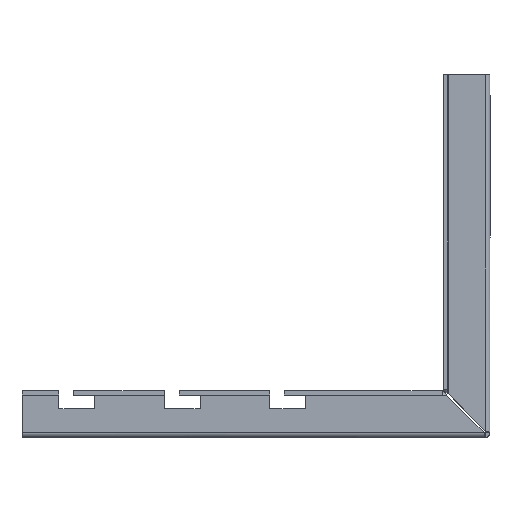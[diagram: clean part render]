
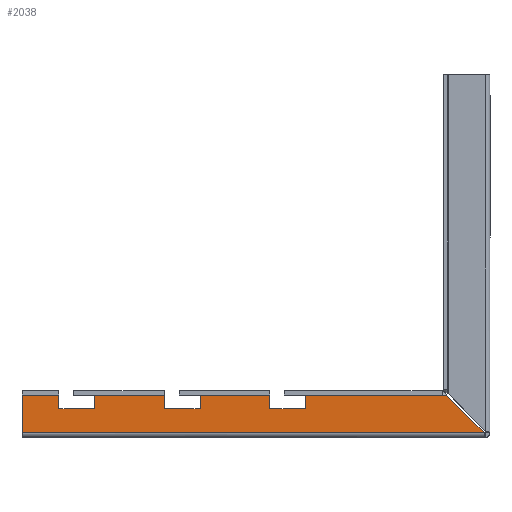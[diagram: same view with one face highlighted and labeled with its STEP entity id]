
A CAD part, top view. The second image highlights one B-rep face of the part: STEP entity #2038.
In plain terms, the highlighted planar face has unit normal (0, 0, 1).
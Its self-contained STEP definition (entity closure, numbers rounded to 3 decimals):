
#22 = LINE ( 'NONE', #5227, #629 ) ;
#25 = VERTEX_POINT ( 'NONE', #1354 ) ;
#93 = CARTESIAN_POINT ( 'NONE',  ( -204.5, 13.528, 21.5 ) ) ;
#97 = CARTESIAN_POINT ( 'NONE',  ( -154.5, 0., 21.5 ) ) ;
#126 = CARTESIAN_POINT ( 'NONE',  ( -187.5, 13.528, 21.5 ) ) ;
#190 = CARTESIAN_POINT ( 'NONE',  ( 0., 13.528, 21.5 ) ) ;
#221 = DIRECTION ( 'NONE',  ( -1., 0., 0. ) ) ;
#398 = CARTESIAN_POINT ( 'NONE',  ( -222., 19.9, 21.5 ) ) ;
#535 = VECTOR ( 'NONE', #3080, 1000. ) ;
#549 = EDGE_CURVE ( 'NONE', #554, #25, #5759, .T. ) ;
#554 = VERTEX_POINT ( 'NONE', #1348 ) ;
#568 = ORIENTED_EDGE ( 'NONE', *, *, #1479, .F. ) ;
#629 = VECTOR ( 'NONE', #1748, 1000. ) ;
#630 = DIRECTION ( 'NONE',  ( 0., -1., 0. ) ) ;
#761 = VERTEX_POINT ( 'NONE', #3887 ) ;
#834 = EDGE_CURVE ( 'NONE', #554, #4351, #2777, .T. ) ;
#846 = DIRECTION ( 'NONE',  ( 0., 0., -1. ) ) ;
#894 = VERTEX_POINT ( 'NONE', #2800 ) ;
#905 = ORIENTED_EDGE ( 'NONE', *, *, #1079, .T. ) ;
#922 = VECTOR ( 'NONE', #2993, 1000. ) ;
#932 = CARTESIAN_POINT ( 'NONE',  ( 0., 0., 21.5 ) ) ;
#961 = DIRECTION ( 'NONE',  ( 0., 1., 0. ) ) ;
#980 = VECTOR ( 'NONE', #3549, 1000. ) ;
#1006 = VECTOR ( 'NONE', #2314, 1000. ) ;
#1052 = CARTESIAN_POINT ( 'NONE',  ( -187.5, 19.9, 21.5 ) ) ;
#1065 = EDGE_LOOP ( 'NONE', ( #4193, #5007, #4646, #905, #3555, #3187, #4562, #2397, #4149, #5724, #2251, #4726, #1228, #2983, #568, #3064 ) ) ;
#1066 = DIRECTION ( 'NONE',  ( -1., 0., 0. ) ) ;
#1079 = EDGE_CURVE ( 'NONE', #2491, #5405, #4681, .T. ) ;
#1122 = DIRECTION ( 'NONE',  ( 0.707, -0.707, 0. ) ) ;
#1228 = ORIENTED_EDGE ( 'NONE', *, *, #1834, .T. ) ;
#1273 = LINE ( 'NONE', #3070, #4244 ) ;
#1297 = LINE ( 'NONE', #3842, #4516 ) ;
#1316 = LINE ( 'NONE', #398, #535 ) ;
#1348 = CARTESIAN_POINT ( 'NONE',  ( -87.5, 19.9, 21.5 ) ) ;
#1354 = CARTESIAN_POINT ( 'NONE',  ( -87.5, 13.528, 21.5 ) ) ;
#1404 = CARTESIAN_POINT ( 'NONE',  ( -204.5, 0., 21.5 ) ) ;
#1479 = EDGE_CURVE ( 'NONE', #3689, #4865, #3459, .T. ) ;
#1507 = CARTESIAN_POINT ( 'NONE',  ( 0., 13.528, 21.5 ) ) ;
#1575 = EDGE_CURVE ( 'NONE', #761, #5188, #1297, .T. ) ;
#1645 = VERTEX_POINT ( 'NONE', #3525 ) ;
#1702 = EDGE_CURVE ( 'NONE', #2220, #5586, #2319, .T. ) ;
#1748 = DIRECTION ( 'NONE',  ( 1., 0., 0. ) ) ;
#1761 = DIRECTION ( 'NONE',  ( -1., 0., 0. ) ) ;
#1767 = DIRECTION ( 'NONE',  ( -1., 0., 0. ) ) ;
#1770 = CARTESIAN_POINT ( 'NONE',  ( -87.5, 0., 21.5 ) ) ;
#1817 = EDGE_CURVE ( 'NONE', #3362, #1645, #4096, .T. ) ;
#1834 = EDGE_CURVE ( 'NONE', #25, #2809, #4202, .T. ) ;
#2038 = ADVANCED_FACE ( 'NONE', ( #4033 ), #3106, .F. ) ;
#2143 = CARTESIAN_POINT ( 'NONE',  ( -104.5, 0., 21.5 ) ) ;
#2154 = EDGE_CURVE ( 'NONE', #3689, #761, #1273, .T. ) ;
#2220 = VERTEX_POINT ( 'NONE', #93 ) ;
#2251 = ORIENTED_EDGE ( 'NONE', *, *, #834, .F. ) ;
#2314 = DIRECTION ( 'NONE',  ( 0., 1., 0. ) ) ;
#2319 = LINE ( 'NONE', #1404, #2474 ) ;
#2397 = ORIENTED_EDGE ( 'NONE', *, *, #1817, .T. ) ;
#2474 = VECTOR ( 'NONE', #961, 1000. ) ;
#2491 = VERTEX_POINT ( 'NONE', #1052 ) ;
#2508 = CARTESIAN_POINT ( 'NONE',  ( -154.5, 19.9, 21.5 ) ) ;
#2585 = DIRECTION ( 'NONE',  ( 0., 1., 0. ) ) ;
#2677 = CARTESIAN_POINT ( 'NONE',  ( -104.5, 13.528, 21.5 ) ) ;
#2724 = CARTESIAN_POINT ( 'NONE',  ( -20.607, 19.9, 21.5 ) ) ;
#2777 = LINE ( 'NONE', #4544, #5621 ) ;
#2778 = LINE ( 'NONE', #97, #1006 ) ;
#2800 = CARTESIAN_POINT ( 'NONE',  ( -2.807, 2.1, 21.5 ) ) ;
#2809 = VERTEX_POINT ( 'NONE', #2677 ) ;
#2938 = CARTESIAN_POINT ( 'NONE',  ( -104.5, 19.9, 21.5 ) ) ;
#2953 = CARTESIAN_POINT ( 'NONE',  ( -204.5, 19.9, 21.5 ) ) ;
#2983 = ORIENTED_EDGE ( 'NONE', *, *, #4341, .T. ) ;
#2993 = DIRECTION ( 'NONE',  ( 1., 0., 0. ) ) ;
#3057 = DIRECTION ( 'NONE',  ( -1., 0., 0. ) ) ;
#3064 = ORIENTED_EDGE ( 'NONE', *, *, #2154, .T. ) ;
#3070 = CARTESIAN_POINT ( 'NONE',  ( -137.5, 0., 21.5 ) ) ;
#3080 = DIRECTION ( 'NONE',  ( 1., 0., 0. ) ) ;
#3106 = PLANE ( 'NONE',  #4983 ) ;
#3187 = ORIENTED_EDGE ( 'NONE', *, *, #1702, .T. ) ;
#3250 = EDGE_CURVE ( 'NONE', #5188, #3384, #2778, .T. ) ;
#3268 = CARTESIAN_POINT ( 'NONE',  ( -187.5, 0., 21.5 ) ) ;
#3279 = DIRECTION ( 'NONE',  ( 0., -1., 0. ) ) ;
#3323 = VECTOR ( 'NONE', #630, 1000. ) ;
#3362 = VERTEX_POINT ( 'NONE', #3440 ) ;
#3384 = VERTEX_POINT ( 'NONE', #2508 ) ;
#3403 = CARTESIAN_POINT ( 'NONE',  ( -222., 19.9, 21.5 ) ) ;
#3433 = EDGE_CURVE ( 'NONE', #4351, #894, #5567, .T. ) ;
#3440 = CARTESIAN_POINT ( 'NONE',  ( -222., 19.9, 21.5 ) ) ;
#3459 = LINE ( 'NONE', #3403, #922 ) ;
#3485 = LINE ( 'NONE', #2143, #4017 ) ;
#3511 = CARTESIAN_POINT ( 'NONE',  ( -222., 2.1, 21.5 ) ) ;
#3525 = CARTESIAN_POINT ( 'NONE',  ( -222., 2.1, 21.5 ) ) ;
#3549 = DIRECTION ( 'NONE',  ( 0., -1., 0. ) ) ;
#3555 = ORIENTED_EDGE ( 'NONE', *, *, #5432, .T. ) ;
#3660 = CARTESIAN_POINT ( 'NONE',  ( -222., 0., 21.5 ) ) ;
#3689 = VERTEX_POINT ( 'NONE', #4104 ) ;
#3842 = CARTESIAN_POINT ( 'NONE',  ( 0., 13.528, 21.5 ) ) ;
#3850 = CARTESIAN_POINT ( 'NONE',  ( -158.444, 157.737, 21.5 ) ) ;
#3887 = CARTESIAN_POINT ( 'NONE',  ( -137.5, 13.528, 21.5 ) ) ;
#3997 = EDGE_CURVE ( 'NONE', #2491, #3384, #22, .T. ) ;
#4017 = VECTOR ( 'NONE', #2585, 1000. ) ;
#4033 = FACE_OUTER_BOUND ( 'NONE', #1065, .T. ) ;
#4096 = LINE ( 'NONE', #3660, #4883 ) ;
#4104 = CARTESIAN_POINT ( 'NONE',  ( -137.5, 19.9, 21.5 ) ) ;
#4149 = ORIENTED_EDGE ( 'NONE', *, *, #5619, .F. ) ;
#4193 = ORIENTED_EDGE ( 'NONE', *, *, #1575, .T. ) ;
#4202 = LINE ( 'NONE', #190, #4239 ) ;
#4239 = VECTOR ( 'NONE', #221, 1000. ) ;
#4244 = VECTOR ( 'NONE', #4743, 1000. ) ;
#4341 = EDGE_CURVE ( 'NONE', #2809, #4865, #3485, .T. ) ;
#4344 = EDGE_CURVE ( 'NONE', #3362, #5586, #1316, .T. ) ;
#4351 = VERTEX_POINT ( 'NONE', #2724 ) ;
#4514 = DIRECTION ( 'NONE',  ( 1., 0., 0. ) ) ;
#4516 = VECTOR ( 'NONE', #3057, 1000. ) ;
#4544 = CARTESIAN_POINT ( 'NONE',  ( -222., 19.9, 21.5 ) ) ;
#4562 = ORIENTED_EDGE ( 'NONE', *, *, #4344, .F. ) ;
#4646 = ORIENTED_EDGE ( 'NONE', *, *, #3997, .F. ) ;
#4681 = LINE ( 'NONE', #3268, #3323 ) ;
#4726 = ORIENTED_EDGE ( 'NONE', *, *, #549, .T. ) ;
#4743 = DIRECTION ( 'NONE',  ( 0., -1., 0. ) ) ;
#4865 = VERTEX_POINT ( 'NONE', #2938 ) ;
#4882 = VECTOR ( 'NONE', #1122, 1000. ) ;
#4883 = VECTOR ( 'NONE', #3279, 1000. ) ;
#4937 = CARTESIAN_POINT ( 'NONE',  ( -154.5, 13.528, 21.5 ) ) ;
#4983 = AXIS2_PLACEMENT_3D ( 'NONE', #932, #846, #1767 ) ;
#5007 = ORIENTED_EDGE ( 'NONE', *, *, #3250, .T. ) ;
#5188 = VERTEX_POINT ( 'NONE', #4937 ) ;
#5189 = LINE ( 'NONE', #3511, #5700 ) ;
#5227 = CARTESIAN_POINT ( 'NONE',  ( -222., 19.9, 21.5 ) ) ;
#5325 = VECTOR ( 'NONE', #1066, 1000. ) ;
#5405 = VERTEX_POINT ( 'NONE', #126 ) ;
#5432 = EDGE_CURVE ( 'NONE', #5405, #2220, #5485, .T. ) ;
#5485 = LINE ( 'NONE', #1507, #5325 ) ;
#5567 = LINE ( 'NONE', #3850, #4882 ) ;
#5586 = VERTEX_POINT ( 'NONE', #2953 ) ;
#5619 = EDGE_CURVE ( 'NONE', #894, #1645, #5189, .T. ) ;
#5621 = VECTOR ( 'NONE', #4514, 1000. ) ;
#5700 = VECTOR ( 'NONE', #1761, 1000. ) ;
#5724 = ORIENTED_EDGE ( 'NONE', *, *, #3433, .F. ) ;
#5759 = LINE ( 'NONE', #1770, #980 ) ;
